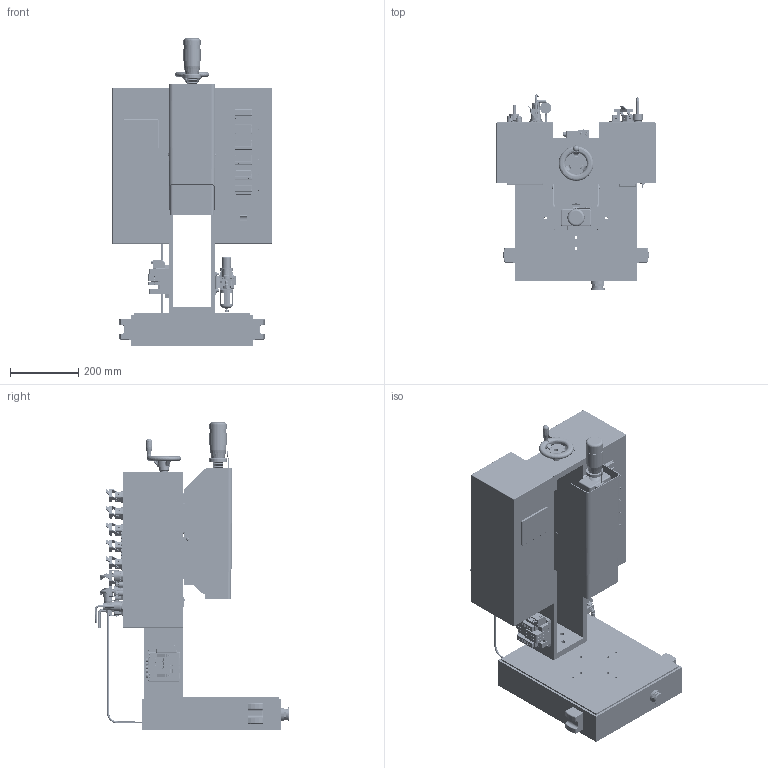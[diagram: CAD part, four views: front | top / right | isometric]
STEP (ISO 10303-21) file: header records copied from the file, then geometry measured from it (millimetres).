
FILE_DESCRIPTION(('', 'CAx-IF Rec.Pracs.---Representation and Presentation of Product Manufacturing Information (PMI)---4.0---2014-10-13'),'2;1');
FILE_NAME('S3 ULTRA - 10-28-21 - EMAIL (STEP).stp', '2021-10-28T18:43:37',(''), (''), 'Kubotek Kosmos Version 3.0.10279.10279', 'KeyCreator Pro', '');
FILE_SCHEMA(('AP242_MANAGED_MODEL_BASED_3D_ENGINEERING_MIM_LF { 1 0 10303 442 1 1 4 }'));
Length unit declared in the file: inch
Bounding box: 466.73 x 571.34 x 900.54 mm (x, y, z)
Volume: 47659828.5 mm3; surface area: 2979972.3 mm2
Topology: 98 solids, 178 shells, 9027 faces, 21415 edges, 13513 vertices
Faces by surface type: plane 4504, cylinder 2423, cone 1135, sphere 350, bspline 335, torus 280
Full cylindrical faces by diameter (mm): 0.95 x8, 1 x61, 1.05 x8, 1.27 x8, 1.8 x8, 1.981 x8, 2 x9, 2.15 x2, 2.261 x2, 2.388 x2, 2.438 x1, 2.5 x12, 2.8 x1, 2.845 x3, 3 x40, 3.05 x17, 3.175 x23, 3.2 x20, 3.3 x6, 3.4 x6, 3.454 x2, 3.5 x4, 3.6 x4, 3.81 x6, 4 x26, 4.039 x6, 4.23 x1, 4.3 x4, 4.366 x4, 4.4 x20
Entity records: 308973 total; most frequent: CARTESIAN_POINT 99434, DIRECTION 43521, ORIENTED_EDGE 42432, EDGE_CURVE 21324, AXIS2_PLACEMENT_3D 15409, VERTEX_POINT 13501, VECTOR 12703, LINE 12703
